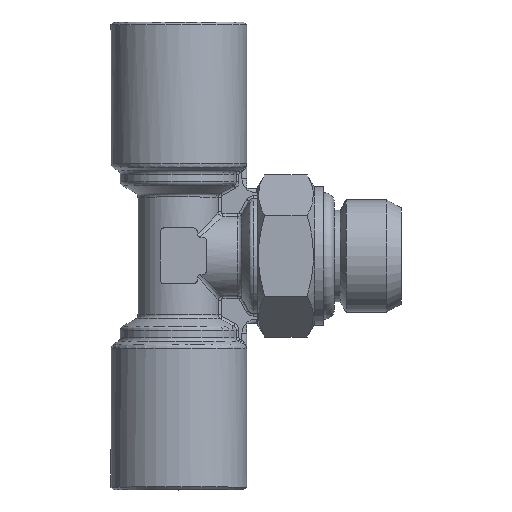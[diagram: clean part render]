
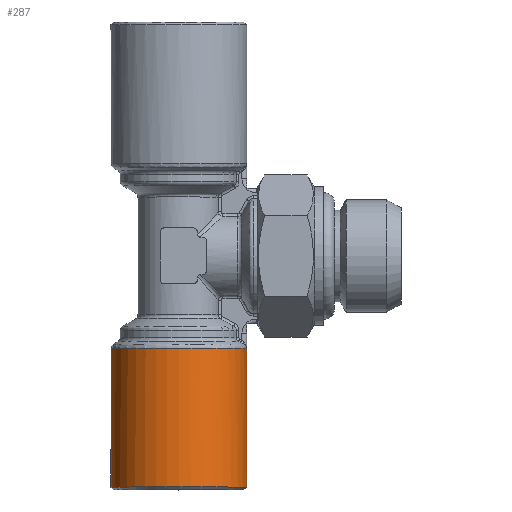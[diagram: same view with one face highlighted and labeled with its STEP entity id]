
A CAD part, top view. The second image highlights one B-rep face of the part: STEP entity #287.
In plain terms, the highlighted cylindrical face has radius 7.25 mm (diameter 14.5 mm), a full revolution.
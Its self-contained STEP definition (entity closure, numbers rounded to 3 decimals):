
#287 = ADVANCED_FACE( 'NONE', ( #1007, #1008 ), #1009, .T. );
#1007 = FACE_OUTER_BOUND( '', #4197, .T. );
#1008 = FACE_OUTER_BOUND( '', #4198, .T. );
#1009 = CYLINDRICAL_SURFACE( '', #4199, 7.25 );
#4197 = EDGE_LOOP( '', ( #9287, #9288, #9289 ) );
#4198 = EDGE_LOOP( '', ( #9290 ) );
#4199 = AXIS2_PLACEMENT_3D( '', #9291, #9292, #9293 );
#9287 = ORIENTED_EDGE( '', *, *, #11803, .F. );
#9288 = ORIENTED_EDGE( '', *, *, #11467, .F. );
#9289 = ORIENTED_EDGE( '', *, *, #11287, .F. );
#9290 = ORIENTED_EDGE( '', *, *, #11804, .F. );
#9291 = CARTESIAN_POINT( '', ( 0., 0., 0. ) );
#9292 = DIRECTION( '', ( 0., -1., 0. ) );
#9293 = DIRECTION( '', ( -1., 0., 0. ) );
#11287 = EDGE_CURVE( 'NONE', #12383, #12401, #12738, .T. );
#11467 = EDGE_CURVE( 'NONE', #12401, #12755, #13066, .T. );
#11803 = EDGE_CURVE( 'NONE', #12755, #12383, #13626, .T. );
#11804 = EDGE_CURVE( 'NONE', #13627, #13627, #13628, .T. );
#12383 = VERTEX_POINT( 'NONE', #15044 );
#12401 = VERTEX_POINT( 'NONE', #15094 );
#12738 = CIRCLE( '', #16219, 7.25 );
#12755 = VERTEX_POINT( 'NONE', #16275 );
#13066 = CIRCLE( '', #17236, 7.25 );
#13626 = CIRCLE( '', #19702, 7.25 );
#13627 = VERTEX_POINT( '', #19703 );
#13628 = CIRCLE( '', #19704, 7.25 );
#15044 = CARTESIAN_POINT( '', ( 7.215, -9.855, -0.708 ) );
#15094 = CARTESIAN_POINT( '', ( 7.215, -9.855, 0.708 ) );
#16219 = AXIS2_PLACEMENT_3D( '', #22067, #22068, #22069 );
#16275 = CARTESIAN_POINT( '', ( 7.25, -9.855, 0. ) );
#17236 = AXIS2_PLACEMENT_3D( '', #22289, #22290, #22291 );
#19702 = AXIS2_PLACEMENT_3D( '', #22543, #22544, #22545 );
#19703 = CARTESIAN_POINT( '', ( 0., -24.7, 7.25 ) );
#19704 = AXIS2_PLACEMENT_3D( '', #22546, #22547, #22548 );
#22067 = CARTESIAN_POINT( '', ( 0., -9.855, 0. ) );
#22068 = DIRECTION( '', ( 0., 1., 0. ) );
#22069 = DIRECTION( '', ( -1., 0., 0. ) );
#22289 = CARTESIAN_POINT( '', ( 0., -9.855, 0. ) );
#22290 = DIRECTION( '', ( 0., 1., 0. ) );
#22291 = DIRECTION( '', ( -1., 0., 0. ) );
#22543 = CARTESIAN_POINT( '', ( 0., -9.855, 0. ) );
#22544 = DIRECTION( '', ( 0., 1., 0. ) );
#22545 = DIRECTION( '', ( -1., 0., 0. ) );
#22546 = CARTESIAN_POINT( '', ( 0., -24.7, 0. ) );
#22547 = DIRECTION( '', ( 0., -1., 0. ) );
#22548 = DIRECTION( '', ( 0., 0., 1. ) );
